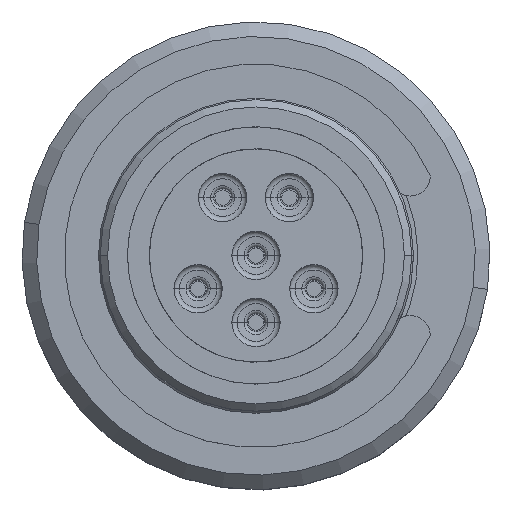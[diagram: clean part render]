
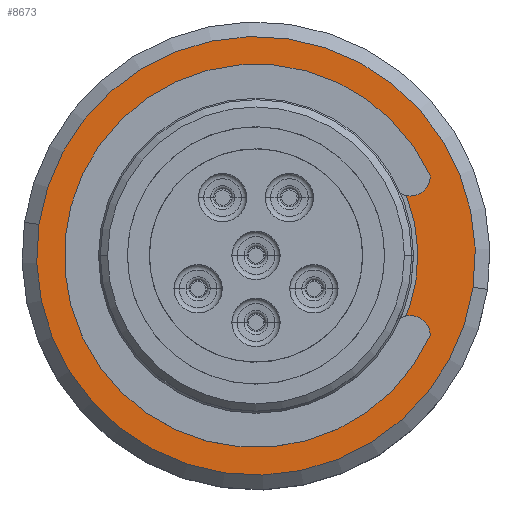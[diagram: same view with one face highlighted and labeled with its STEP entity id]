
A CAD part, top view. The second image highlights one B-rep face of the part: STEP entity #8673.
In plain terms, the highlighted planar face has unit normal (0, 0, 1).
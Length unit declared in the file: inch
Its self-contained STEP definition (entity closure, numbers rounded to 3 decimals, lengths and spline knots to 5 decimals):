
#711 = FACE_BOUND ( 'NONE', #2461, .T. ) ;
#728 = FACE_OUTER_BOUND ( 'NONE', #2593, .T. ) ;
#729 = PLANE ( 'NONE',  #3556 ) ;
#740 = CARTESIAN_POINT ( 'NONE',  ( 0., 0., -0.32787 ) ) ;
#741 = DIRECTION ( 'NONE',  ( 0., 0., 1. ) ) ;
#742 = DIRECTION ( 'NONE',  ( -0.99, 0.143, 0. ) ) ;
#2461 = EDGE_LOOP ( 'NONE', ( #7323, #7324 ) ) ;
#2593 = EDGE_LOOP ( 'NONE', ( #7325, #7326 ) ) ;
#3284 = CIRCLE ( 'NONE', #3287, 0.21791 ) ;
#3287 = AXIS2_PLACEMENT_3D ( 'NONE', #6752, #6753, #6754 ) ;
#3556 = AXIS2_PLACEMENT_3D ( 'NONE', #740, #741, #742 ) ;
#6752 = CARTESIAN_POINT ( 'NONE',  ( 0., 0., -0.32787 ) ) ;
#6753 = DIRECTION ( 'NONE',  ( 0., 0., -1. ) ) ;
#6754 = DIRECTION ( 'NONE',  ( 0.99, -0.143, 0. ) ) ;
#7007 = EDGE_CURVE ( 'NONE', #9600, #9601, #3284, .T. ) ;
#7323 = ORIENTED_EDGE ( 'NONE', *, *, #23204, .T. ) ;
#7324 = ORIENTED_EDGE ( 'NONE', *, *, #7007, .T. ) ;
#7325 = ORIENTED_EDGE ( 'NONE', *, *, #23215, .T. ) ;
#7326 = ORIENTED_EDGE ( 'NONE', *, *, #8745, .T. ) ;
#8673 = ADVANCED_FACE ( 'NONE', ( #711, #728 ), #729, .T. ) ;
#8745 = EDGE_CURVE ( 'NONE', #11217, #11221, #26877, .T. ) ;
#9600 = VERTEX_POINT ( 'NONE', #15493 ) ;
#9601 = VERTEX_POINT ( 'NONE', #15494 ) ;
#11217 = VERTEX_POINT ( 'NONE', #25723 ) ;
#11221 = VERTEX_POINT ( 'NONE', #25726 ) ;
#15493 = CARTESIAN_POINT ( 'NONE',  ( -0.21567, 0.03121, -0.32787 ) ) ;
#15494 = CARTESIAN_POINT ( 'NONE',  ( 0.21567, -0.03121, -0.32787 ) ) ;
#23204 = EDGE_CURVE ( 'NONE', #9601, #9600, #29579, .T. ) ;
#23215 = EDGE_CURVE ( 'NONE', #11221, #11217, #29587, .T. ) ;
#25723 = CARTESIAN_POINT ( 'NONE',  ( -0.29223, 0.04228, -0.32787 ) ) ;
#25726 = CARTESIAN_POINT ( 'NONE',  ( 0.29223, -0.04228, -0.32787 ) ) ;
#26876 = AXIS2_PLACEMENT_3D ( 'NONE', #40276, #40277, #40278 ) ;
#26877 = CIRCLE ( 'NONE', #26876, 0.29528 ) ;
#29579 = CIRCLE ( 'NONE', #29584, 0.21791 ) ;
#29584 = AXIS2_PLACEMENT_3D ( 'NONE', #30802, #30803, #30804 ) ;
#29587 = CIRCLE ( 'NONE', #29588, 0.29528 ) ;
#29588 = AXIS2_PLACEMENT_3D ( 'NONE', #31723, #31724, #31725 ) ;
#30802 = CARTESIAN_POINT ( 'NONE',  ( 0., 0., -0.32787 ) ) ;
#30803 = DIRECTION ( 'NONE',  ( 0., 0., -1. ) ) ;
#30804 = DIRECTION ( 'NONE',  ( 0.99, -0.143, 0. ) ) ;
#31723 = CARTESIAN_POINT ( 'NONE',  ( 0., 0., -0.32787 ) ) ;
#31724 = DIRECTION ( 'NONE',  ( 0., 0., 1. ) ) ;
#31725 = DIRECTION ( 'NONE',  ( -0.99, 0.143, 0. ) ) ;
#40276 = CARTESIAN_POINT ( 'NONE',  ( 0., 0., -0.32787 ) ) ;
#40277 = DIRECTION ( 'NONE',  ( 0., 0., 1. ) ) ;
#40278 = DIRECTION ( 'NONE',  ( -0.99, 0.143, 0. ) ) ;
